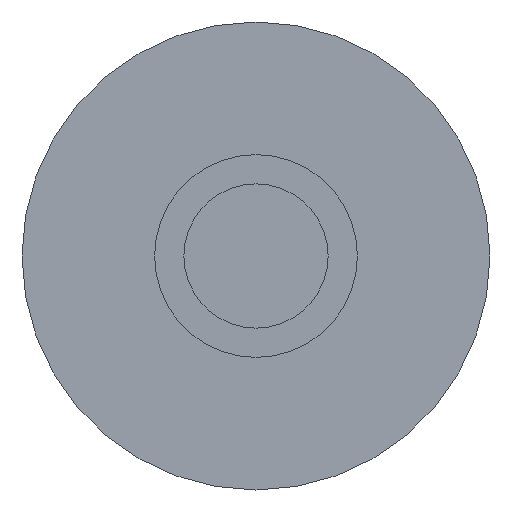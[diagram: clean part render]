
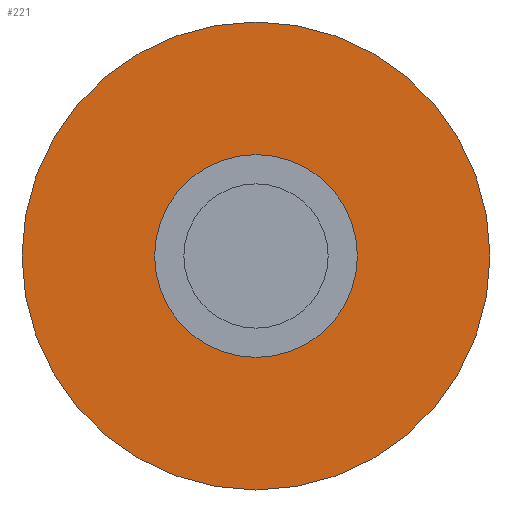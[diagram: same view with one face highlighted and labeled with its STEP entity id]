
A CAD part, front view. The second image highlights one B-rep face of the part: STEP entity #221.
In plain terms, the highlighted planar face has unit normal (0, -1, 0).
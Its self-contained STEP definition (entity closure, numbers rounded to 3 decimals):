
#106=ORIENTED_EDGE('',*,*,#131,.T.);
#107=ORIENTED_EDGE('',*,*,#130,.F.);
#116=CIRCLE('',#203,5.2);
#117=CIRCLE('',#205,12.);
#123=VERTEX_POINT('',#238);
#124=VERTEX_POINT('',#241);
#130=EDGE_CURVE('',#123,#123,#116,.T.);
#131=EDGE_CURVE('',#124,#124,#117,.T.);
#141=EDGE_LOOP('',(#106));
#142=EDGE_LOOP('',(#107));
#155=FACE_BOUND('',#141,.T.);
#156=FACE_BOUND('',#142,.T.);
#176=DIRECTION('',(0.,-1.,0.));
#177=DIRECTION('',(0.,0.,-5.2));
#178=DIRECTION('',(0.,-1.,0.));
#179=DIRECTION('',(-1.,0.,0.));
#180=DIRECTION('',(0.,-1.,0.));
#181=DIRECTION('',(0.,0.,-12.));
#203=AXIS2_PLACEMENT_3D('',#239,#176,#177);
#204=AXIS2_PLACEMENT_3D('',#240,#178,#179);
#205=AXIS2_PLACEMENT_3D('',#242,#180,#181);
#215=PLANE('',#204);
#221=ADVANCED_FACE('',(#155,#156),#215,.T.);
#238=CARTESIAN_POINT('',(-5.2,0.,0.));
#239=CARTESIAN_POINT('',(0.,0.,0.));
#240=CARTESIAN_POINT('',(0.,0.,0.));
#241=CARTESIAN_POINT('',(-12.,0.,0.));
#242=CARTESIAN_POINT('',(0.,0.,0.));
